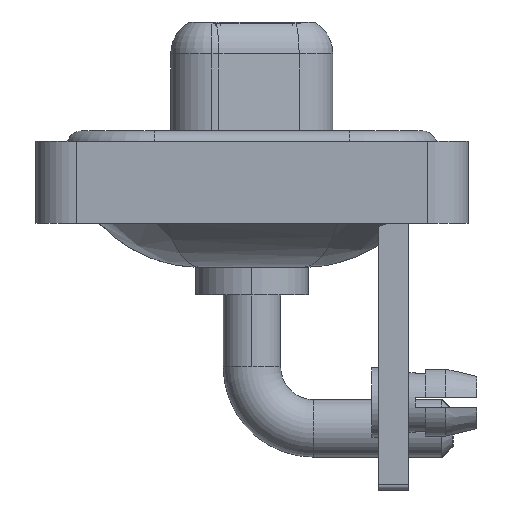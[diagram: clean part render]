
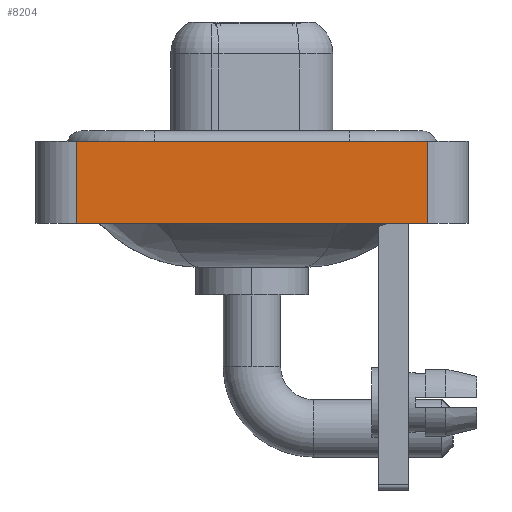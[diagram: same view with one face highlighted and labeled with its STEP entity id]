
A CAD part, left-side view. The second image highlights one B-rep face of the part: STEP entity #8204.
In plain terms, the highlighted planar face has unit normal (-1, 0, 0).
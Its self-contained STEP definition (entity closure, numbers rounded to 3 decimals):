
#220 = CARTESIAN_POINT ( 'NONE',  ( -7.25, -8.55, -3.6 ) ) ;
#505 = LINE ( 'NONE', #220, #18032 ) ;
#805 = ORIENTED_EDGE ( 'NONE', *, *, #4532, .F. ) ;
#1146 = EDGE_CURVE ( 'NONE', #5349, #12352, #3351, .T. ) ;
#1477 = DIRECTION ( 'NONE',  ( 0., 0., 1. ) ) ;
#1495 = LINE ( 'NONE', #15266, #15370 ) ;
#2902 = LINE ( 'NONE', #7342, #8383 ) ;
#2931 = FACE_OUTER_BOUND ( 'NONE', #17667, .T. ) ;
#3351 = LINE ( 'NONE', #6419, #3538 ) ;
#3538 = VECTOR ( 'NONE', #10936, 1000. ) ;
#3994 = VERTEX_POINT ( 'NONE', #7066 ) ;
#4532 = EDGE_CURVE ( 'NONE', #12352, #18499, #2902, .T. ) ;
#5349 = VERTEX_POINT ( 'NONE', #5611 ) ;
#5600 = DIRECTION ( 'NONE',  ( -1., 0., 0. ) ) ;
#5611 = CARTESIAN_POINT ( 'NONE',  ( -7.25, 8.55, -3.6 ) ) ;
#6419 = CARTESIAN_POINT ( 'NONE',  ( -7.25, 8.55, -3.6 ) ) ;
#6737 = ORIENTED_EDGE ( 'NONE', *, *, #18794, .T. ) ;
#7066 = CARTESIAN_POINT ( 'NONE',  ( -7.25, -8.55, -3.6 ) ) ;
#7342 = CARTESIAN_POINT ( 'NONE',  ( -7.25, -8.55, 0.4 ) ) ;
#7890 = ORIENTED_EDGE ( 'NONE', *, *, #1146, .F. ) ;
#8204 = ADVANCED_FACE ( 'NONE', ( #2931 ), #8945, .T. ) ;
#8383 = VECTOR ( 'NONE', #9103, 1000. ) ;
#8945 = PLANE ( 'NONE',  #12597 ) ;
#9103 = DIRECTION ( 'NONE',  ( 0., -1., 0. ) ) ;
#10936 = DIRECTION ( 'NONE',  ( 0., 0., 1. ) ) ;
#11117 = DIRECTION ( 'NONE',  ( 0., 0., 1. ) ) ;
#12060 = EDGE_CURVE ( 'NONE', #3994, #18499, #505, .T. ) ;
#12352 = VERTEX_POINT ( 'NONE', #17877 ) ;
#12597 = AXIS2_PLACEMENT_3D ( 'NONE', #14955, #5600, #1477 ) ;
#14478 = ORIENTED_EDGE ( 'NONE', *, *, #12060, .T. ) ;
#14955 = CARTESIAN_POINT ( 'NONE',  ( -7.25, -8.55, -3.6 ) ) ;
#15266 = CARTESIAN_POINT ( 'NONE',  ( -7.25, -8.55, -3.6 ) ) ;
#15370 = VECTOR ( 'NONE', #18010, 1000. ) ;
#15774 = CARTESIAN_POINT ( 'NONE',  ( -7.25, -8.55, 0.4 ) ) ;
#17667 = EDGE_LOOP ( 'NONE', ( #14478, #805, #7890, #6737 ) ) ;
#17877 = CARTESIAN_POINT ( 'NONE',  ( -7.25, 8.55, 0.4 ) ) ;
#18010 = DIRECTION ( 'NONE',  ( 0., -1., 0. ) ) ;
#18032 = VECTOR ( 'NONE', #11117, 1000. ) ;
#18499 = VERTEX_POINT ( 'NONE', #15774 ) ;
#18794 = EDGE_CURVE ( 'NONE', #5349, #3994, #1495, .T. ) ;
